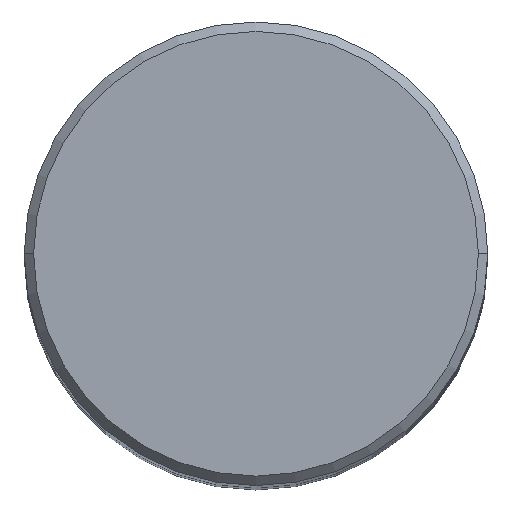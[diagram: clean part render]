
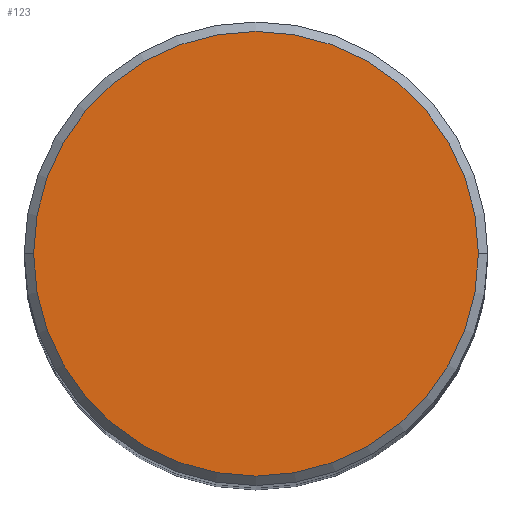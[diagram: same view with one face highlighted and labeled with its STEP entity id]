
A CAD part, top view. The second image highlights one B-rep face of the part: STEP entity #123.
In plain terms, the highlighted planar face has unit normal (0, 0, 1).
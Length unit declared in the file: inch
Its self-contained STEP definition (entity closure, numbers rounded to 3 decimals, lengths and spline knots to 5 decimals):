
#9 = EDGE_CURVE ( 'NONE', #215, #34, #157, .T. ) ;
#16 = DIRECTION ( 'NONE',  ( -1., 0., 0. ) ) ;
#17 = DIRECTION ( 'NONE',  ( 1., 0., 0. ) ) ;
#34 = VERTEX_POINT ( 'NONE', #176 ) ;
#87 = CARTESIAN_POINT ( 'NONE',  ( 0., 0., 0. ) ) ;
#122 = CARTESIAN_POINT ( 'NONE',  ( -0.47215, 0., 0. ) ) ;
#123 = ADVANCED_FACE ( 'NONE', ( #134 ), #165, .F. ) ;
#134 = FACE_OUTER_BOUND ( 'NONE', #370, .T. ) ;
#154 = EDGE_CURVE ( 'NONE', #34, #215, #364, .T. ) ;
#157 = CIRCLE ( 'NONE', #174, 0.47215 ) ;
#165 = PLANE ( 'NONE',  #331 ) ;
#174 = AXIS2_PLACEMENT_3D ( 'NONE', #87, #247, #17 ) ;
#176 = CARTESIAN_POINT ( 'NONE',  ( 0.47215, 0., 0. ) ) ;
#182 = AXIS2_PLACEMENT_3D ( 'NONE', #305, #398, #404 ) ;
#215 = VERTEX_POINT ( 'NONE', #122 ) ;
#240 = DIRECTION ( 'NONE',  ( 0., 0., -1. ) ) ;
#247 = DIRECTION ( 'NONE',  ( 0., 0., 1. ) ) ;
#273 = ORIENTED_EDGE ( 'NONE', *, *, #9, .T. ) ;
#305 = CARTESIAN_POINT ( 'NONE',  ( 0., 0., 0. ) ) ;
#331 = AXIS2_PLACEMENT_3D ( 'NONE', #363, #240, #16 ) ;
#363 = CARTESIAN_POINT ( 'NONE',  ( 0., 0.47215, 0. ) ) ;
#364 = CIRCLE ( 'NONE', #182, 0.47215 ) ;
#370 = EDGE_LOOP ( 'NONE', ( #273, #402 ) ) ;
#398 = DIRECTION ( 'NONE',  ( 0., 0., 1. ) ) ;
#402 = ORIENTED_EDGE ( 'NONE', *, *, #154, .T. ) ;
#404 = DIRECTION ( 'NONE',  ( 1., 0., 0. ) ) ;
